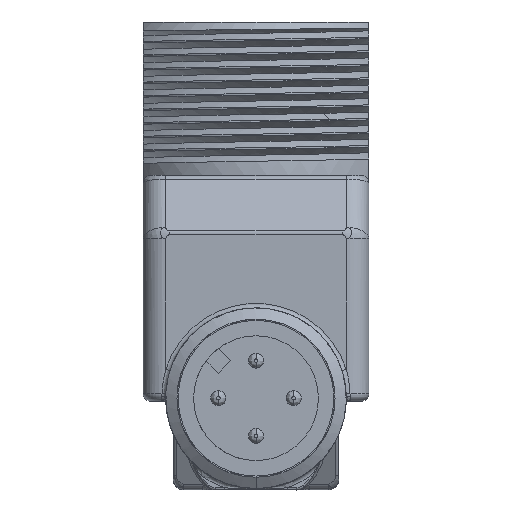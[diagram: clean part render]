
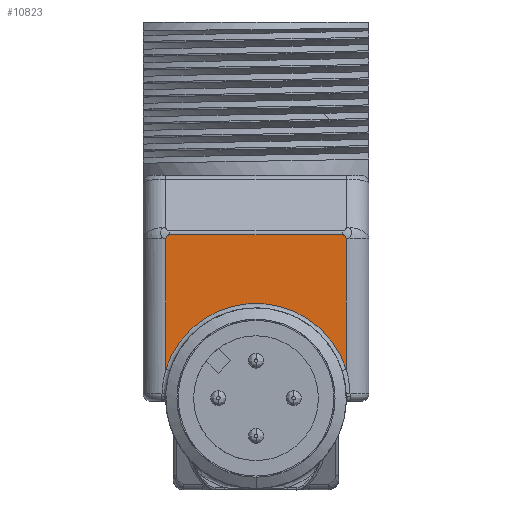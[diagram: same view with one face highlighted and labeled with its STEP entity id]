
A CAD part, front view. The second image highlights one B-rep face of the part: STEP entity #10823.
In plain terms, the highlighted planar face has unit normal (0, -1, 0).
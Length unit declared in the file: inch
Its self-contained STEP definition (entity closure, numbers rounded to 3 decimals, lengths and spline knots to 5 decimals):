
#478=DIRECTION('',(0.,0.,-1.));
#479=VECTOR('',#478,0.34162);
#480=CARTESIAN_POINT('',(-0.23622,-0.67913,
0.13772));
#481=LINE('',#480,#479);
#491=CARTESIAN_POINT('',(-0.23622,-0.67913,
0.13772));
#492=CARTESIAN_POINT('',(-0.23608,-0.67913,
0.14281));
#493=CARTESIAN_POINT('',(-0.23076,-0.67913,
0.14827));
#494=CARTESIAN_POINT('',(-0.22567,-0.67913,
0.14827));
#496=CARTESIAN_POINT('',(0.23622,-0.67913,
0.13772));
#497=CARTESIAN_POINT('',(0.23608,-0.67913,
0.14281));
#498=CARTESIAN_POINT('',(0.23076,-0.67913,
0.14827));
#499=CARTESIAN_POINT('',(0.22567,-0.67913,
0.14827));
#505=DIRECTION('',(0.,0.,1.));
#506=VECTOR('',#505,0.34162);
#507=CARTESIAN_POINT('',(0.23622,-0.67913,
-0.2039));
#508=LINE('',#507,#506);
#3953=CARTESIAN_POINT('',(-0.23622,-0.67913,
-0.2039));
#3973=CARTESIAN_POINT('',(0.,-0.67913,-0.27953));
#3974=DIRECTION('',(0.,-1.,0.));
#3975=DIRECTION('',(0.952,0.,0.305));
#3976=AXIS2_PLACEMENT_3D('',#3973,#3974,#3975);
#9114=DIRECTION('',(-1.,0.,0.));
#9115=VECTOR('',#9114,0.45134);
#9116=CARTESIAN_POINT('',(0.22567,-0.67913,
0.14827));
#9117=LINE('',#9116,#9115);
#9589=VERTEX_POINT('',#496);
#9590=VERTEX_POINT('',#499);
#9596=CARTESIAN_POINT('',(-0.22567,-0.67913,
0.14827));
#9597=VERTEX_POINT('',#9596);
#9598=VERTEX_POINT('',#491);
#10322=VERTEX_POINT('',#3953);
#10326=CARTESIAN_POINT('',(0.23622,-0.67913,
-0.2039));
#10327=VERTEX_POINT('',#10326);
#10805=CARTESIAN_POINT('',(-0.29528,-0.67913,0.));
#10806=DIRECTION('',(0.,-1.,0.));
#10807=DIRECTION('',(1.,0.,0.));
#10808=AXIS2_PLACEMENT_3D('',#10805,#10806,#10807);
#10809=PLANE('',#10808);
#10811=ORIENTED_EDGE('',*,*,#10810,.F.);
#10813=ORIENTED_EDGE('',*,*,#10812,.T.);
#10814=ORIENTED_EDGE('',*,*,#10793,.F.);
#10816=ORIENTED_EDGE('',*,*,#10815,.T.);
#10818=ORIENTED_EDGE('',*,*,#10817,.F.);
#10820=ORIENTED_EDGE('',*,*,#10819,.F.);
#10821=EDGE_LOOP('',(#10811,#10813,#10814,#10816,#10818,#10820));
#10822=FACE_OUTER_BOUND('',#10821,.F.);
#10823=ADVANCED_FACE('',(#10822),#10809,.T.);
#495=B_SPLINE_CURVE_WITH_KNOTS('',3,(#491,#492,#493,#494),.UNSPECIFIED.,.F.,.F.,
(4,4),(0.,1.),.UNSPECIFIED.);
#500=B_SPLINE_CURVE_WITH_KNOTS('',3,(#496,#497,#498,#499),.UNSPECIFIED.,.F.,.F.,
(4,4),(0.,1.),.UNSPECIFIED.);
#3977=CIRCLE('',#3976,0.24803);
#10793=EDGE_CURVE('',#9598,#10322,#481,.T.);
#10810=EDGE_CURVE('',#10327,#9589,#508,.T.);
#10812=EDGE_CURVE('',#10327,#10322,#3977,.T.);
#10815=EDGE_CURVE('',#9598,#9597,#495,.T.);
#10817=EDGE_CURVE('',#9590,#9597,#9117,.T.);
#10819=EDGE_CURVE('',#9589,#9590,#500,.T.);
